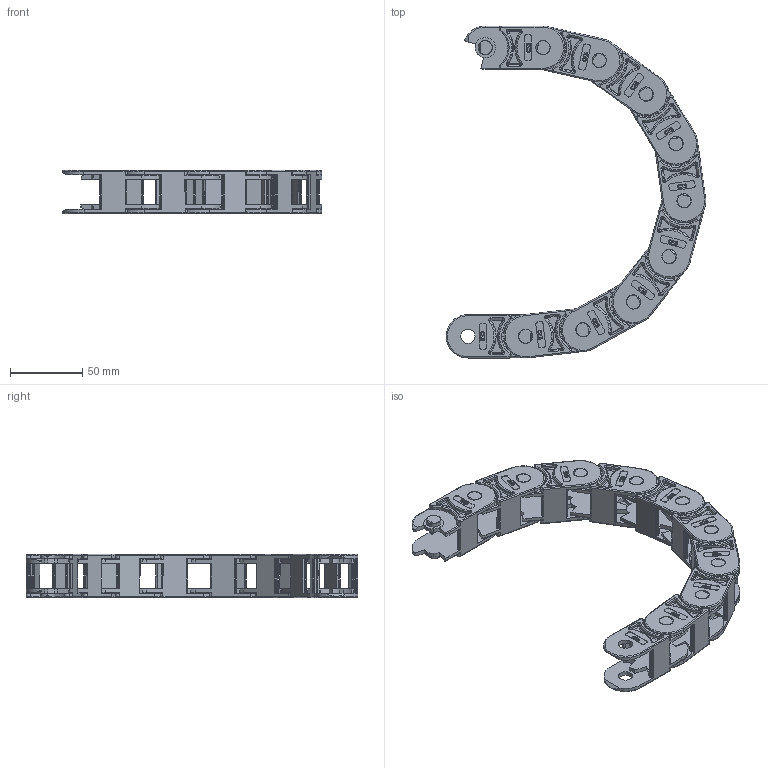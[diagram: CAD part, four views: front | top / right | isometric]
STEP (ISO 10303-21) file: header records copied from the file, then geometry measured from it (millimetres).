
FILE_DESCRIPTION (( 'STEP AP214' ), '1' );
FILE_NAME ('CK24-F018-R100.STEP', '2019-09-10T12:04:42', ( '' ), ( '' ), 'SwSTEP 2.0', 'SolidWorks 2017', '' );
FILE_SCHEMA (( 'AUTOMOTIVE_DESIGN' ));
Length unit declared in the file: millimetre
Products named in the file (2): CK24-F018-R100
Assembly tree (10 placements, depth 2):
  CK24-F018-R100
    CK24-F018-R100  x10
Bounding box: 179.82 x 230 x 30 mm (x, y, z)
Volume: 142294.5 mm3; surface area: 103564 mm2
Topology: 10 solids, 10 shells, 3000 faces, 7870 edges, 4880 vertices
Faces by surface type: cylinder 1180, plane 980, torus 440, bspline 240, sphere 160
Entity records: 10566 total; most frequent: CARTESIAN_POINT 3177, ORIENTED_EDGE 1558, DIRECTION 1545, EDGE_CURVE 779, AXIS2_PLACEMENT_3D 579, VERTEX_POINT 488, VECTOR 387, LINE 387
